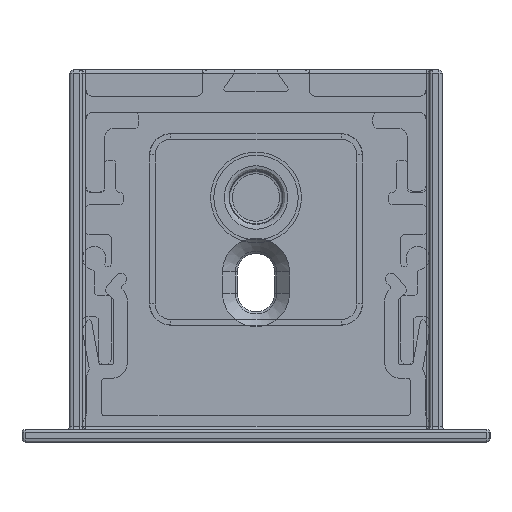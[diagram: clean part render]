
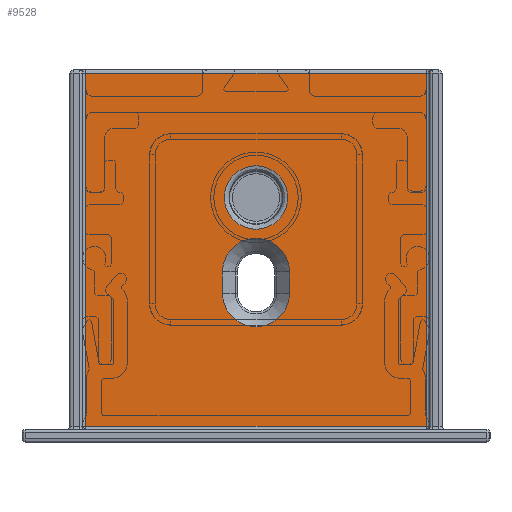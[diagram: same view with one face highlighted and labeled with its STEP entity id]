
A CAD part, front view. The second image highlights one B-rep face of the part: STEP entity #9528.
In plain terms, the highlighted planar face has unit normal (0, -1, 0).
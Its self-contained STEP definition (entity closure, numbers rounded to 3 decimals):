
#139=FACE_BOUND('',#1241,.T.);
#140=FACE_BOUND('',#1242,.T.);
#233=PLANE('',#10310);
#664=FACE_OUTER_BOUND('',#1240,.T.);
#1240=EDGE_LOOP('',(#7191,#7192,#7193,#7194));
#1241=EDGE_LOOP('',(#7195));
#1242=EDGE_LOOP('',(#7196,#7197,#7198,#7199));
#1949=LINE('',#15672,#2745);
#1952=LINE('',#15680,#2748);
#1954=LINE('',#15686,#2750);
#1955=LINE('',#15688,#2751);
#1956=LINE('',#15690,#2752);
#1957=LINE('',#15691,#2753);
#2745=VECTOR('',#12159,10.);
#2748=VECTOR('',#12170,10.);
#2750=VECTOR('',#12176,10.);
#2751=VECTOR('',#12177,10.);
#2752=VECTOR('',#12178,10.);
#2753=VECTOR('',#12179,10.);
#3414=CIRCLE('',#10303,3.15);
#3415=CIRCLE('',#10306,3.15);
#3417=CIRCLE('',#10311,2.984);
#4117=VERTEX_POINT('',#15663);
#4118=VERTEX_POINT('',#15665);
#4120=VERTEX_POINT('',#15670);
#4121=VERTEX_POINT('',#15675);
#4122=VERTEX_POINT('',#15684);
#4123=VERTEX_POINT('',#15685);
#4124=VERTEX_POINT('',#15687);
#4125=VERTEX_POINT('',#15689);
#4126=VERTEX_POINT('',#15692);
#5210=EDGE_CURVE('',#4117,#4118,#3414,.T.);
#5213=EDGE_CURVE('',#4120,#4117,#1949,.T.);
#5216=EDGE_CURVE('',#4121,#4120,#3415,.T.);
#5218=EDGE_CURVE('',#4118,#4121,#1952,.T.);
#5220=EDGE_CURVE('',#4122,#4123,#1954,.T.);
#5221=EDGE_CURVE('',#4124,#4122,#1955,.T.);
#5222=EDGE_CURVE('',#4125,#4124,#1956,.T.);
#5223=EDGE_CURVE('',#4123,#4125,#1957,.T.);
#5224=EDGE_CURVE('',#4126,#4126,#3417,.T.);
#7191=ORIENTED_EDGE('',*,*,#5220,.F.);
#7192=ORIENTED_EDGE('',*,*,#5221,.F.);
#7193=ORIENTED_EDGE('',*,*,#5222,.F.);
#7194=ORIENTED_EDGE('',*,*,#5223,.F.);
#7195=ORIENTED_EDGE('',*,*,#5224,.F.);
#7196=ORIENTED_EDGE('',*,*,#5210,.F.);
#7197=ORIENTED_EDGE('',*,*,#5213,.F.);
#7198=ORIENTED_EDGE('',*,*,#5216,.F.);
#7199=ORIENTED_EDGE('',*,*,#5218,.F.);
#9528=ADVANCED_FACE('',(#664,#139,#140),#233,.F.);
#10303=AXIS2_PLACEMENT_3D('',#15666,#12153,#12154);
#10306=AXIS2_PLACEMENT_3D('',#15677,#12164,#12165);
#10310=AXIS2_PLACEMENT_3D('',#15683,#12174,#12175);
#10311=AXIS2_PLACEMENT_3D('',#15693,#12180,#12181);
#12153=DIRECTION('center_axis',(0.,-1.,0.));
#12154=DIRECTION('ref_axis',(-1.,0.,0.));
#12159=DIRECTION('',(0.,0.,1.));
#12164=DIRECTION('center_axis',(0.,-1.,0.));
#12165=DIRECTION('ref_axis',(1.,0.,0.));
#12170=DIRECTION('',(0.,0.,-1.));
#12174=DIRECTION('center_axis',(0.,1.,0.));
#12175=DIRECTION('ref_axis',(0.,0.,
1.));
#12176=DIRECTION('',(1.,0.,0.));
#12177=DIRECTION('',(0.,0.,1.));
#12178=DIRECTION('',(-1.,0.,0.));
#12179=DIRECTION('',(0.,0.,-1.));
#12180=DIRECTION('center_axis',(0.,-1.,0.));
#12181=DIRECTION('ref_axis',(0.,0.,
1.));
#15663=CARTESIAN_POINT('',(3.15,-426.8,-19.));
#15665=CARTESIAN_POINT('',(-3.15,-426.8,-19.));
#15666=CARTESIAN_POINT('Origin',(0.,-426.8,
-19.));
#15670=CARTESIAN_POINT('',(3.15,-426.8,-21.));
#15672=CARTESIAN_POINT('',(3.15,-426.8,-19.25));
#15675=CARTESIAN_POINT('',(-3.15,-426.8,-21.));
#15677=CARTESIAN_POINT('Origin',(0.,-426.8,
-21.));
#15680=CARTESIAN_POINT('',(-3.15,-426.8,-18.25));
#15683=CARTESIAN_POINT('Origin',(0.,-426.8,
-17.5));
#15684=CARTESIAN_POINT('',(-16.,-426.8,-0.3));
#15685=CARTESIAN_POINT('',(16.,-426.8,-0.3));
#15686=CARTESIAN_POINT('',(-8.75,-426.8,-0.3));
#15687=CARTESIAN_POINT('',(-16.,-426.8,-33.5));
#15688=CARTESIAN_POINT('',(-16.,-426.8,-25.65));
#15689=CARTESIAN_POINT('',(16.,-426.8,-33.5));
#15690=CARTESIAN_POINT('',(8.15,-426.8,-33.5));
#15691=CARTESIAN_POINT('',(16.,-426.8,-8.75));
#15692=CARTESIAN_POINT('',(0.,-426.8,-14.984));
#15693=CARTESIAN_POINT('Origin',(0.,-426.8,
-12.));
